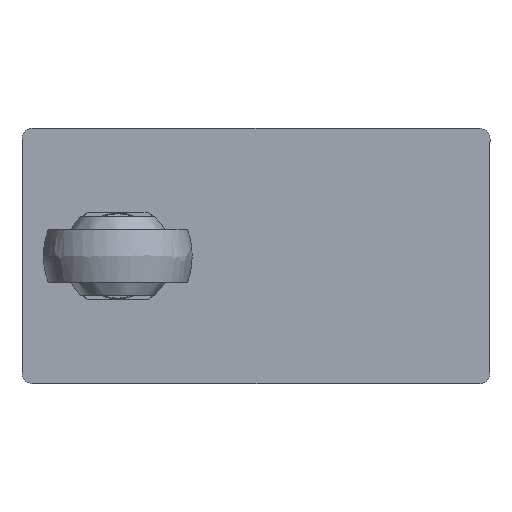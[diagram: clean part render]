
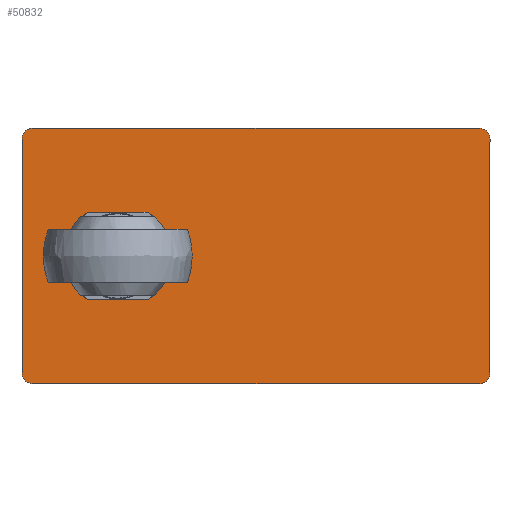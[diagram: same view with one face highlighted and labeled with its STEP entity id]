
A CAD part, front view. The second image highlights one B-rep face of the part: STEP entity #50832.
In plain terms, the highlighted face is planar.
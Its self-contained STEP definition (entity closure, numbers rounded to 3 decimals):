
#1098 = VERTEX_POINT ( 'NONE', #30282 ) ;
#1201 = AXIS2_PLACEMENT_3D ( 'NONE', #28736, #53581, #7385 ) ;
#2574 = EDGE_LOOP ( 'NONE', ( #32069, #86789 ) ) ;
#7385 = DIRECTION ( 'NONE',  ( -1., 0., 0. ) ) ;
#8588 = DIRECTION ( 'NONE',  ( 0., 0., -1. ) ) ;
#11798 = DIRECTION ( 'NONE',  ( 0., 0., -1. ) ) ;
#14201 = EDGE_LOOP ( 'NONE', ( #19294, #70194, #85548, #62563, #85676, #30365, #36088, #46227 ) ) ;
#15016 = EDGE_CURVE ( 'NONE', #21513, #64160, #15731, .T. ) ;
#15731 = CIRCLE ( 'NONE', #1201, 5. ) ;
#17053 = CIRCLE ( 'NONE', #55950, 5. ) ;
#19294 = ORIENTED_EDGE ( 'NONE', *, *, #48637, .T. ) ;
#21513 = VERTEX_POINT ( 'NONE', #75620 ) ;
#21916 = CARTESIAN_POINT ( 'NONE',  ( 60., 170., -119. ) ) ;
#22242 = DIRECTION ( 'NONE',  ( -1., 0., 0. ) ) ;
#22925 = LINE ( 'NONE', #77100, #81434 ) ;
#23325 = CIRCLE ( 'NONE', #37880, 15. ) ;
#24521 = CIRCLE ( 'NONE', #32644, 5. ) ;
#25693 = CARTESIAN_POINT ( 'NONE',  ( 55., -40., -119. ) ) ;
#28736 = CARTESIAN_POINT ( 'NONE',  ( -55., 170., -119. ) ) ;
#29615 = DIRECTION ( 'NONE',  ( 0., 0., -1. ) ) ;
#30282 = CARTESIAN_POINT ( 'NONE',  ( -55., -45., -119. ) ) ;
#30365 = ORIENTED_EDGE ( 'NONE', *, *, #94886, .T. ) ;
#31352 = DIRECTION ( 'NONE',  ( 0., 0., -1. ) ) ;
#31794 = CARTESIAN_POINT ( 'NONE',  ( 60., 170., -119. ) ) ;
#32069 = ORIENTED_EDGE ( 'NONE', *, *, #46858, .F. ) ;
#32297 = FACE_BOUND ( 'NONE', #2574, .T. ) ;
#32644 = AXIS2_PLACEMENT_3D ( 'NONE', #77991, #8588, #39524 ) ;
#33738 = CIRCLE ( 'NONE', #90355, 15. ) ;
#35767 = EDGE_CURVE ( 'NONE', #1098, #74085, #24521, .T. ) ;
#36088 = ORIENTED_EDGE ( 'NONE', *, *, #97821, .T. ) ;
#37818 = CARTESIAN_POINT ( 'NONE',  ( 0., 0., -119. ) ) ;
#37880 = AXIS2_PLACEMENT_3D ( 'NONE', #91627, #31352, #22242 ) ;
#39470 = CARTESIAN_POINT ( 'NONE',  ( 60., -40., -119. ) ) ;
#39524 = DIRECTION ( 'NONE',  ( -1., 0., 0. ) ) ;
#42224 = CARTESIAN_POINT ( 'NONE',  ( 55., -40., -119. ) ) ;
#44035 = CARTESIAN_POINT ( 'NONE',  ( -60., -40., -119. ) ) ;
#44901 = AXIS2_PLACEMENT_3D ( 'NONE', #25693, #86465, #86962 ) ;
#46227 = ORIENTED_EDGE ( 'NONE', *, *, #70015, .T. ) ;
#46858 = EDGE_CURVE ( 'NONE', #99488, #83442, #23325, .T. ) ;
#46995 = DIRECTION ( 'NONE',  ( 0., -1., 0. ) ) ;
#48432 = CARTESIAN_POINT ( 'NONE',  ( -55., 175., -119. ) ) ;
#48507 = LINE ( 'NONE', #31794, #85270 ) ;
#48637 = EDGE_CURVE ( 'NONE', #94087, #75121, #81764, .T. ) ;
#49428 = CARTESIAN_POINT ( 'NONE',  ( 55., -45., -119. ) ) ;
#50832 = ADVANCED_FACE ( 'NONE', ( #32297, #78342 ), #77844, .T. ) ;
#51870 = DIRECTION ( 'NONE',  ( -1., 0., 0. ) ) ;
#52736 = AXIS2_PLACEMENT_3D ( 'NONE', #42224, #11798, #51870 ) ;
#53453 = DIRECTION ( 'NONE',  ( -1., 0., 0. ) ) ;
#53581 = DIRECTION ( 'NONE',  ( 0., 0., -1. ) ) ;
#55950 = AXIS2_PLACEMENT_3D ( 'NONE', #85756, #29615, #53453 ) ;
#57680 = EDGE_CURVE ( 'NONE', #74085, #21513, #67289, .T. ) ;
#57766 = VERTEX_POINT ( 'NONE', #75881 ) ;
#57947 = CARTESIAN_POINT ( 'NONE',  ( 55., -45., -119. ) ) ;
#58741 = DIRECTION ( 'NONE',  ( 0., 1., 0. ) ) ;
#62563 = ORIENTED_EDGE ( 'NONE', *, *, #57680, .T. ) ;
#64160 = VERTEX_POINT ( 'NONE', #48432 ) ;
#67289 = LINE ( 'NONE', #44035, #71644 ) ;
#68228 = CARTESIAN_POINT ( 'NONE',  ( -15., 0., -119. ) ) ;
#70015 = EDGE_CURVE ( 'NONE', #78824, #94087, #48507, .T. ) ;
#70194 = ORIENTED_EDGE ( 'NONE', *, *, #98653, .T. ) ;
#71450 = EDGE_CURVE ( 'NONE', #83442, #99488, #33738, .T. ) ;
#71644 = VECTOR ( 'NONE', #58741, 1000. ) ;
#73170 = DIRECTION ( 'NONE',  ( -1., 0., 0. ) ) ;
#74085 = VERTEX_POINT ( 'NONE', #93245 ) ;
#75121 = VERTEX_POINT ( 'NONE', #57947 ) ;
#75620 = CARTESIAN_POINT ( 'NONE',  ( -60., 170., -119. ) ) ;
#75881 = CARTESIAN_POINT ( 'NONE',  ( 55., 175., -119. ) ) ;
#77100 = CARTESIAN_POINT ( 'NONE',  ( -55., 175., -119. ) ) ;
#77844 = PLANE ( 'NONE',  #44901 ) ;
#77991 = CARTESIAN_POINT ( 'NONE',  ( -55., -40., -119. ) ) ;
#78342 = FACE_OUTER_BOUND ( 'NONE', #14201, .T. ) ;
#78824 = VERTEX_POINT ( 'NONE', #21916 ) ;
#79026 = CARTESIAN_POINT ( 'NONE',  ( 15., 0., -119. ) ) ;
#79272 = LINE ( 'NONE', #49428, #85163 ) ;
#81434 = VECTOR ( 'NONE', #93295, 1000. ) ;
#81764 = CIRCLE ( 'NONE', #52736, 5. ) ;
#83442 = VERTEX_POINT ( 'NONE', #68228 ) ;
#83885 = DIRECTION ( 'NONE',  ( -1., 0., 0. ) ) ;
#85163 = VECTOR ( 'NONE', #73170, 1000. ) ;
#85270 = VECTOR ( 'NONE', #46995, 1000. ) ;
#85548 = ORIENTED_EDGE ( 'NONE', *, *, #35767, .T. ) ;
#85676 = ORIENTED_EDGE ( 'NONE', *, *, #15016, .T. ) ;
#85756 = CARTESIAN_POINT ( 'NONE',  ( 55., 170., -119. ) ) ;
#86465 = DIRECTION ( 'NONE',  ( 0., 0., -1. ) ) ;
#86789 = ORIENTED_EDGE ( 'NONE', *, *, #71450, .F. ) ;
#86962 = DIRECTION ( 'NONE',  ( -1., 0., 0. ) ) ;
#90355 = AXIS2_PLACEMENT_3D ( 'NONE', #37818, #98565, #83885 ) ;
#91627 = CARTESIAN_POINT ( 'NONE',  ( 0., 0., -119. ) ) ;
#93245 = CARTESIAN_POINT ( 'NONE',  ( -60., -40., -119. ) ) ;
#93295 = DIRECTION ( 'NONE',  ( 1., 0., 0. ) ) ;
#94087 = VERTEX_POINT ( 'NONE', #39470 ) ;
#94886 = EDGE_CURVE ( 'NONE', #64160, #57766, #22925, .T. ) ;
#97821 = EDGE_CURVE ( 'NONE', #57766, #78824, #17053, .T. ) ;
#98565 = DIRECTION ( 'NONE',  ( 0., 0., -1. ) ) ;
#98653 = EDGE_CURVE ( 'NONE', #75121, #1098, #79272, .T. ) ;
#99488 = VERTEX_POINT ( 'NONE', #79026 ) ;
